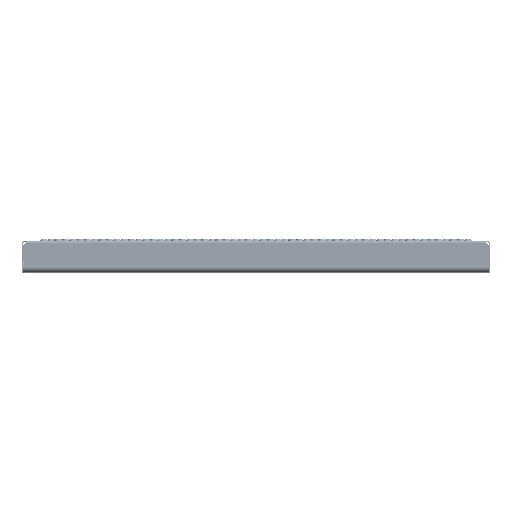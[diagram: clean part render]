
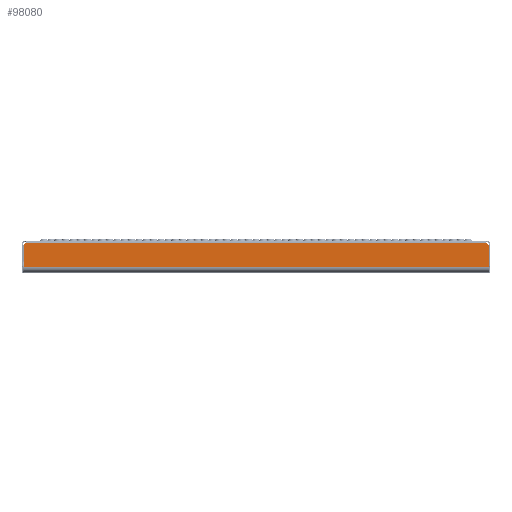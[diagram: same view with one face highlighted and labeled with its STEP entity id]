
A CAD part, top view. The second image highlights one B-rep face of the part: STEP entity #98080.
In plain terms, the highlighted planar face has unit normal (0, 0, 1).
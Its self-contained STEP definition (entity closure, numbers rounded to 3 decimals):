
#373 = ORIENTED_EDGE ( 'NONE', *, *, #219259, .T. ) ;
#11122 = ORIENTED_EDGE ( 'NONE', *, *, #179366, .F. ) ;
#18162 = CARTESIAN_POINT ( 'NONE',  ( -398.4, 244.505, 125. ) ) ;
#18682 = AXIS2_PLACEMENT_3D ( 'NONE', #70790, #49772, #102449 ) ;
#23799 = CIRCLE ( 'NONE', #128269, 5. ) ;
#24569 = AXIS2_PLACEMENT_3D ( 'NONE', #18162, #212316, #102454 ) ;
#26243 = EDGE_CURVE ( 'NONE', #157348, #47445, #156743, .T. ) ;
#27626 = VERTEX_POINT ( 'NONE', #78731 ) ;
#29609 = VECTOR ( 'NONE', #36241, 1000. ) ;
#30945 = EDGE_CURVE ( 'NONE', #181778, #27626, #198783, .T. ) ;
#34808 = CARTESIAN_POINT ( 'NONE',  ( -398.4, -4.5, 125. ) ) ;
#36241 = DIRECTION ( 'NONE',  ( 0., -1., 0. ) ) ;
#37103 = LINE ( 'NONE', #34808, #57807 ) ;
#47445 = VERTEX_POINT ( 'NONE', #79849 ) ;
#49772 = DIRECTION ( 'NONE',  ( 0., 0., -1. ) ) ;
#54488 = DIRECTION ( 'NONE',  ( 0., 1., 0. ) ) ;
#57807 = VECTOR ( 'NONE', #108445, 1000. ) ;
#57845 = CARTESIAN_POINT ( 'NONE',  ( -396.49, -6.916, 125. ) ) ;
#61963 = EDGE_CURVE ( 'NONE', #27626, #188734, #180660, .T. ) ;
#63819 = CARTESIAN_POINT ( 'NONE',  ( 397.49, -7.211, 125. ) ) ;
#70790 = CARTESIAN_POINT ( 'NONE',  ( 398.4, -2.295, 125. ) ) ;
#74227 = CARTESIAN_POINT ( 'NONE',  ( -393.913, -4.5, 125. ) ) ;
#75432 = CARTESIAN_POINT ( 'NONE',  ( 397.49, -7.211, 125. ) ) ;
#78731 = CARTESIAN_POINT ( 'NONE',  ( -396.49, -44.505, 125. ) ) ;
#79849 = CARTESIAN_POINT ( 'NONE',  ( 393.913, -4.5, 125. ) ) ;
#84128 = CARTESIAN_POINT ( 'NONE',  ( -398.4, -2.295, 125. ) ) ;
#86015 = PLANE ( 'NONE',  #24569 ) ;
#94153 = LINE ( 'NONE', #75432, #150352 ) ;
#98080 = ADVANCED_FACE ( 'NONE', ( #228716 ), #86015, .T. ) ;
#98235 = DIRECTION ( 'NONE',  ( 0., 0., -1. ) ) ;
#102449 = DIRECTION ( 'NONE',  ( 0., -1., 0. ) ) ;
#102454 = DIRECTION ( 'NONE',  ( 0., -1., 0. ) ) ;
#108445 = DIRECTION ( 'NONE',  ( 1., 0., 0. ) ) ;
#116239 = VERTEX_POINT ( 'NONE', #74227 ) ;
#117739 = ORIENTED_EDGE ( 'NONE', *, *, #141973, .T. ) ;
#128269 = AXIS2_PLACEMENT_3D ( 'NONE', #84128, #98235, #136782 ) ;
#130896 = CARTESIAN_POINT ( 'NONE',  ( -396.49, -6.916, 125. ) ) ;
#135821 = ORIENTED_EDGE ( 'NONE', *, *, #26243, .T. ) ;
#136782 = DIRECTION ( 'NONE',  ( 0., -1., 0. ) ) ;
#141973 = EDGE_CURVE ( 'NONE', #188734, #157348, #94153, .T. ) ;
#150231 = ORIENTED_EDGE ( 'NONE', *, *, #61963, .T. ) ;
#150352 = VECTOR ( 'NONE', #54488, 1000. ) ;
#156743 = CIRCLE ( 'NONE', #18682, 5. ) ;
#157348 = VERTEX_POINT ( 'NONE', #63819 ) ;
#179366 = EDGE_CURVE ( 'NONE', #116239, #47445, #37103, .T. ) ;
#180660 = LINE ( 'NONE', #184117, #198536 ) ;
#180811 = CARTESIAN_POINT ( 'NONE',  ( 397.49, -44.505, 125. ) ) ;
#181778 = VERTEX_POINT ( 'NONE', #57845 ) ;
#184117 = CARTESIAN_POINT ( 'NONE',  ( -396.49, -44.505, 125. ) ) ;
#188734 = VERTEX_POINT ( 'NONE', #180811 ) ;
#198536 = VECTOR ( 'NONE', #200492, 1000. ) ;
#198783 = LINE ( 'NONE', #130896, #29609 ) ;
#200492 = DIRECTION ( 'NONE',  ( 1., 0., 0. ) ) ;
#200734 = ORIENTED_EDGE ( 'NONE', *, *, #30945, .T. ) ;
#201886 = EDGE_LOOP ( 'NONE', ( #150231, #117739, #135821, #11122, #373, #200734 ) ) ;
#212316 = DIRECTION ( 'NONE',  ( 0., 0., 1. ) ) ;
#219259 = EDGE_CURVE ( 'NONE', #116239, #181778, #23799, .T. ) ;
#228716 = FACE_OUTER_BOUND ( 'NONE', #201886, .T. ) ;
